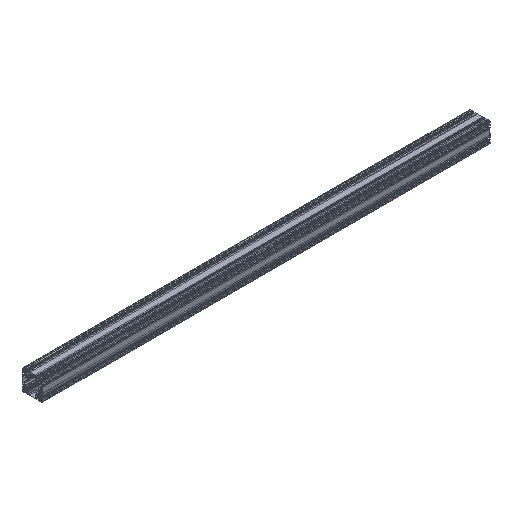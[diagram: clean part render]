
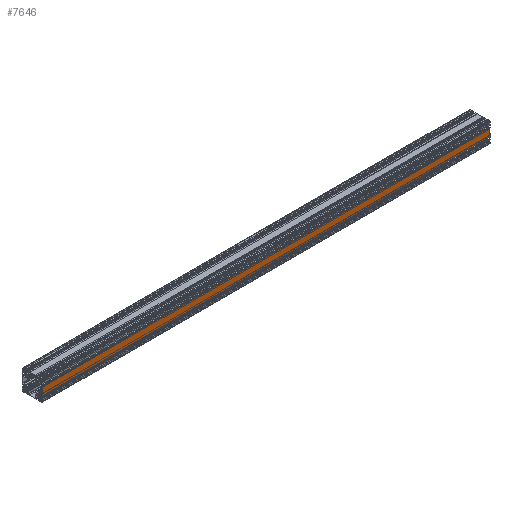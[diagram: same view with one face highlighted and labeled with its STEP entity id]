
A CAD part, isometric view. The second image highlights one B-rep face of the part: STEP entity #7646.
In plain terms, the highlighted planar face has unit normal (0, -1, 0).
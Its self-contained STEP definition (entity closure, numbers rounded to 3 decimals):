
#902=FACE_OUTER_BOUND('',#1288,.T.);
#1288=EDGE_LOOP('',(#6024,#6025,#6026,#6027));
#1964=LINE('',#12577,#2732);
#1965=LINE('',#12580,#2733);
#1966=LINE('',#12582,#2734);
#1967=LINE('',#12583,#2735);
#2732=VECTOR('',#10286,1.);
#2733=VECTOR('',#10289,1.);
#2734=VECTOR('',#10290,1.);
#2735=VECTOR('',#10291,1.);
#3520=VERTEX_POINT('',#12573);
#3521=VERTEX_POINT('',#12575);
#3522=VERTEX_POINT('',#12579);
#3523=VERTEX_POINT('',#12581);
#4580=EDGE_CURVE('',#3520,#3521,#1964,.T.);
#4581=EDGE_CURVE('',#3520,#3522,#1965,.T.);
#4582=EDGE_CURVE('',#3523,#3521,#1966,.T.);
#4583=EDGE_CURVE('',#3522,#3523,#1967,.T.);
#6024=ORIENTED_EDGE('',*,*,#4581,.F.);
#6025=ORIENTED_EDGE('',*,*,#4580,.T.);
#6026=ORIENTED_EDGE('',*,*,#4582,.F.);
#6027=ORIENTED_EDGE('',*,*,#4583,.F.);
#7296=PLANE('',#8346);
#7646=ADVANCED_FACE('',(#902),#7296,.T.);
#8346=AXIS2_PLACEMENT_3D('',#12578,#10287,#10288);
#10286=DIRECTION('',(1.,0.,0.));
#10287=DIRECTION('center_axis',(0.,-1.,0.));
#10288=DIRECTION('ref_axis',(0.,0.,-1.));
#10289=DIRECTION('',(0.,0.,1.));
#10290=DIRECTION('',(0.,0.,-1.));
#10291=DIRECTION('',(1.,0.,0.));
#12573=CARTESIAN_POINT('',(0.,0.,27.05));
#12575=CARTESIAN_POINT('',(2000.,0.,27.05));
#12577=CARTESIAN_POINT('',(0.,0.,27.05));
#12578=CARTESIAN_POINT('Origin',(0.,0.,62.95));
#12579=CARTESIAN_POINT('',(0.,0.,62.95));
#12580=CARTESIAN_POINT('',(0.,0.,27.05));
#12581=CARTESIAN_POINT('',(2000.,0.,62.95));
#12582=CARTESIAN_POINT('',(2000.,0.,27.05));
#12583=CARTESIAN_POINT('',(0.,0.,62.95));
